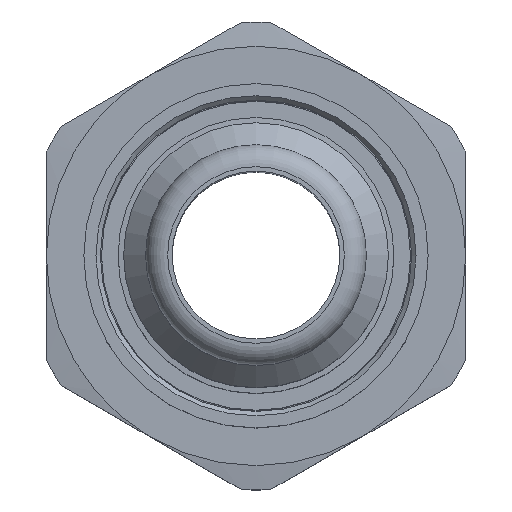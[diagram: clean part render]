
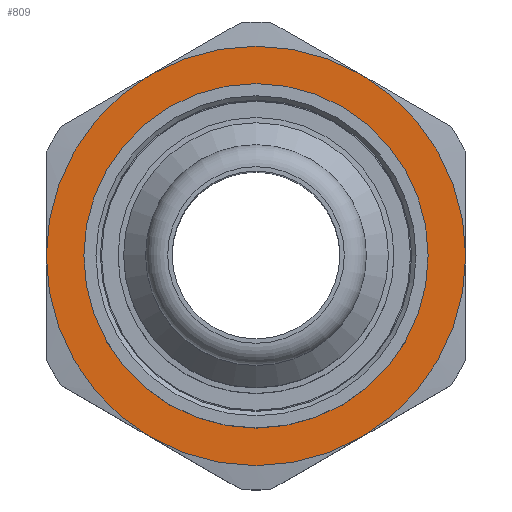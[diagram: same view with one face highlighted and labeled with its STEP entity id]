
A CAD part, top view. The second image highlights one B-rep face of the part: STEP entity #809.
In plain terms, the highlighted planar face has unit normal (0, 0, 1).
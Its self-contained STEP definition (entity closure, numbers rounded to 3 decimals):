
#42=FACE_BOUND('',#134,.T.);
#49=PLANE('',#885);
#82=FACE_OUTER_BOUND('',#133,.T.);
#133=EDGE_LOOP('',(#544,#545,#546,#547,#548,#549));
#134=EDGE_LOOP('',(#550));
#245=CIRCLE('',#884,7.8);
#246=CIRCLE('',#886,9.5);
#247=CIRCLE('',#887,9.5);
#248=CIRCLE('',#888,9.5);
#249=CIRCLE('',#889,9.5);
#250=CIRCLE('',#890,9.5);
#251=CIRCLE('',#891,9.5);
#320=VERTEX_POINT('',#1298);
#321=VERTEX_POINT('',#1302);
#322=VERTEX_POINT('',#1303);
#323=VERTEX_POINT('',#1305);
#324=VERTEX_POINT('',#1307);
#325=VERTEX_POINT('',#1309);
#326=VERTEX_POINT('',#1311);
#408=EDGE_CURVE('',#320,#320,#245,.T.);
#409=EDGE_CURVE('',#321,#322,#246,.T.);
#410=EDGE_CURVE('',#322,#323,#247,.T.);
#411=EDGE_CURVE('',#323,#324,#248,.T.);
#412=EDGE_CURVE('',#324,#325,#249,.T.);
#413=EDGE_CURVE('',#325,#326,#250,.T.);
#414=EDGE_CURVE('',#326,#321,#251,.T.);
#544=ORIENTED_EDGE('',*,*,#409,.T.);
#545=ORIENTED_EDGE('',*,*,#410,.T.);
#546=ORIENTED_EDGE('',*,*,#411,.T.);
#547=ORIENTED_EDGE('',*,*,#412,.T.);
#548=ORIENTED_EDGE('',*,*,#413,.T.);
#549=ORIENTED_EDGE('',*,*,#414,.T.);
#550=ORIENTED_EDGE('',*,*,#408,.T.);
#809=ADVANCED_FACE('',(#82,#42),#49,.T.);
#884=AXIS2_PLACEMENT_3D('',#1300,#1025,#1026);
#885=AXIS2_PLACEMENT_3D('',#1301,#1027,#1028);
#886=AXIS2_PLACEMENT_3D('',#1304,#1029,#1030);
#887=AXIS2_PLACEMENT_3D('',#1306,#1031,#1032);
#888=AXIS2_PLACEMENT_3D('',#1308,#1033,#1034);
#889=AXIS2_PLACEMENT_3D('',#1310,#1035,#1036);
#890=AXIS2_PLACEMENT_3D('',#1312,#1037,#1038);
#891=AXIS2_PLACEMENT_3D('',#1313,#1039,#1040);
#1025=DIRECTION('center_axis',(0.,0.,-1.));
#1026=DIRECTION('ref_axis',(-1.,0.,0.));
#1027=DIRECTION('center_axis',(0.,0.,1.));
#1028=DIRECTION('ref_axis',(1.,0.,0.));
#1029=DIRECTION('center_axis',(0.,0.,1.));
#1030=DIRECTION('ref_axis',(0.,1.,0.));
#1031=DIRECTION('center_axis',(0.,0.,1.));
#1032=DIRECTION('ref_axis',(0.,1.,0.));
#1033=DIRECTION('center_axis',(0.,0.,1.));
#1034=DIRECTION('ref_axis',(0.,1.,0.));
#1035=DIRECTION('center_axis',(0.,0.,1.));
#1036=DIRECTION('ref_axis',(0.,1.,0.));
#1037=DIRECTION('center_axis',(0.,0.,1.));
#1038=DIRECTION('ref_axis',(0.,1.,0.));
#1039=DIRECTION('center_axis',(0.,0.,1.));
#1040=DIRECTION('ref_axis',(0.,1.,0.));
#1298=CARTESIAN_POINT('',(7.8,0.,0.));
#1300=CARTESIAN_POINT('Origin',(0.,0.,0.));
#1301=CARTESIAN_POINT('Origin',(0.,0.,0.));
#1302=CARTESIAN_POINT('',(4.75,8.227,0.));
#1303=CARTESIAN_POINT('',(-4.75,8.227,0.));
#1304=CARTESIAN_POINT('Origin',(0.,0.,0.));
#1305=CARTESIAN_POINT('',(-9.5,0.,0.));
#1306=CARTESIAN_POINT('Origin',(0.,0.,0.));
#1307=CARTESIAN_POINT('',(-4.75,-8.227,0.));
#1308=CARTESIAN_POINT('Origin',(0.,0.,0.));
#1309=CARTESIAN_POINT('',(4.75,-8.227,0.));
#1310=CARTESIAN_POINT('Origin',(0.,0.,0.));
#1311=CARTESIAN_POINT('',(9.5,0.,0.));
#1312=CARTESIAN_POINT('Origin',(0.,0.,0.));
#1313=CARTESIAN_POINT('Origin',(0.,0.,0.));
